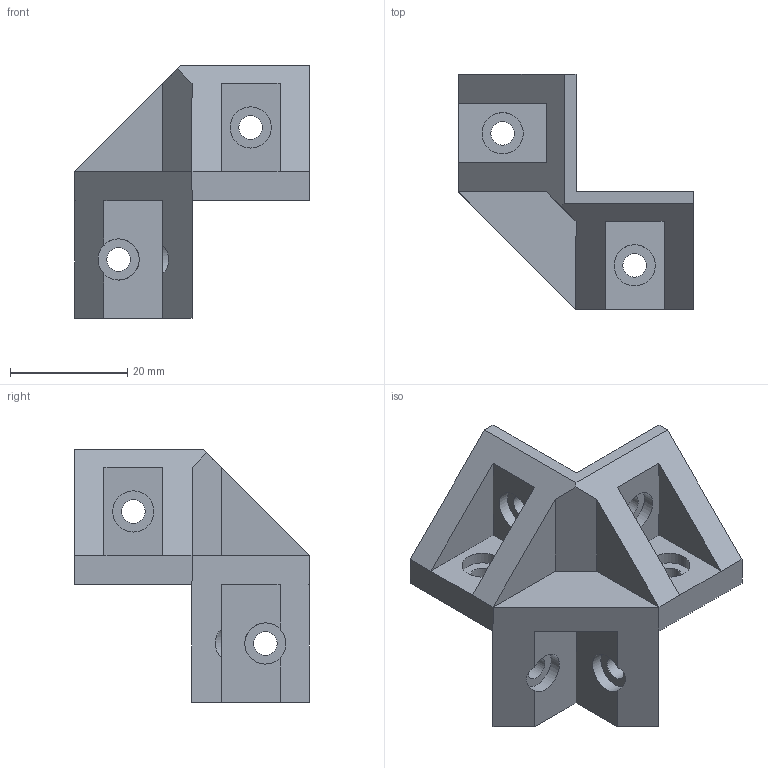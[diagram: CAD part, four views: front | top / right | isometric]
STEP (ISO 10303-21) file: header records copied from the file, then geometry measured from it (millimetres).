
FILE_DESCRIPTION( ( '' ), ' ' );
FILE_NAME( '56b7cde8e4b06df641a5430a.step', '2016-02-07T23:06:16', ( '' ), ( '' ), ' ', ' ', ' ' );
FILE_SCHEMA( ( 'AUTOMOTIVE_DESIGN { 1 0 10303 214 1 1 1 1 }' ) );
Length unit declared in the file: metre
Products named in the file (1): InnerCornerBracket
Bounding box: 40 x 40 x 43 mm (x, y, z)
Volume: 13196 mm3; surface area: 6937.2 mm2
Topology: 1 solids, 1 shells, 48 faces, 117 edges, 75 vertices
Faces by surface type: plane 36, cylinder 12
Full cylindrical faces by diameter (mm): 4.02 x6, 7.02 x6
Entity records: 1705 total; most frequent: DIRECTION 223, CARTESIAN_POINT 217, ORIENTED_EDGE 198, EDGE_CURVE 99, EDGE_LOOP 76, AXIS2_PLACEMENT_3D 75, LINE 73, VECTOR 73
